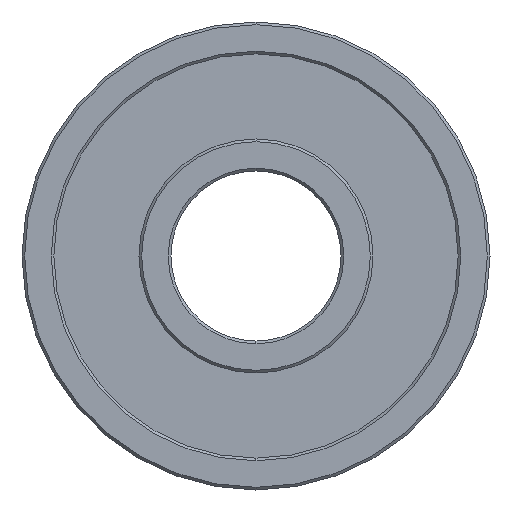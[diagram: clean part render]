
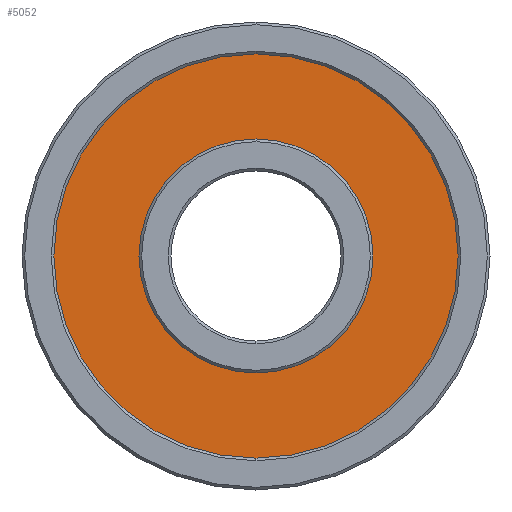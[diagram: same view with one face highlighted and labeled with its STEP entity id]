
A CAD part, left-side view. The second image highlights one B-rep face of the part: STEP entity #5052.
In plain terms, the highlighted planar face has unit normal (-1, 0, 0).
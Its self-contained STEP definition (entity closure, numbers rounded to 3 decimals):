
#8 = CARTESIAN_POINT ( 'NONE',  ( -3.25, 0., 0. ) ) ;
#104 = CIRCLE ( 'NONE', #5544, 5.5 ) ;
#236 = AXIS2_PLACEMENT_3D ( 'NONE', #754, #1310, #5132 ) ;
#342 = CARTESIAN_POINT ( 'NONE',  ( -3.25, 0., 0. ) ) ;
#402 = EDGE_CURVE ( 'NONE', #3639, #5649, #4897, .T. ) ;
#521 = DIRECTION ( 'NONE',  ( 0., 0., 1. ) ) ;
#535 = DIRECTION ( 'NONE',  ( 0., 0., 1. ) ) ;
#554 = DIRECTION ( 'NONE',  ( 0., 0., 1. ) ) ;
#715 = FACE_OUTER_BOUND ( 'NONE', #3783, .T. ) ;
#754 = CARTESIAN_POINT ( 'NONE',  ( -3.25, 9.5, 0. ) ) ;
#784 = CIRCLE ( 'NONE', #6040, 9.5 ) ;
#905 = DIRECTION ( 'NONE',  ( 0., 0., 1. ) ) ;
#1206 = EDGE_CURVE ( 'NONE', #2222, #3593, #104, .T. ) ;
#1310 = DIRECTION ( 'NONE',  ( 1., 0., 0. ) ) ;
#1391 = CARTESIAN_POINT ( 'NONE',  ( -3.25, 0., -9.5 ) ) ;
#1817 = PLANE ( 'NONE',  #236 ) ;
#1957 = EDGE_CURVE ( 'NONE', #5649, #3639, #784, .T. ) ;
#2222 = VERTEX_POINT ( 'NONE', #4638 ) ;
#2279 = EDGE_CURVE ( 'NONE', #3593, #2222, #4512, .T. ) ;
#2964 = EDGE_LOOP ( 'NONE', ( #4248, #6319 ) ) ;
#3330 = AXIS2_PLACEMENT_3D ( 'NONE', #342, #4181, #905 ) ;
#3426 = CARTESIAN_POINT ( 'NONE',  ( -3.25, 0., 5.5 ) ) ;
#3593 = VERTEX_POINT ( 'NONE', #3426 ) ;
#3639 = VERTEX_POINT ( 'NONE', #5693 ) ;
#3719 = ORIENTED_EDGE ( 'NONE', *, *, #1957, .T. ) ;
#3783 = EDGE_LOOP ( 'NONE', ( #5877, #3719 ) ) ;
#3806 = DIRECTION ( 'NONE',  ( -1., 0., 0. ) ) ;
#3838 = AXIS2_PLACEMENT_3D ( 'NONE', #4920, #6104, #535 ) ;
#3846 = DIRECTION ( 'NONE',  ( -1., 0., 0. ) ) ;
#4181 = DIRECTION ( 'NONE',  ( -1., 0., 0. ) ) ;
#4248 = ORIENTED_EDGE ( 'NONE', *, *, #2279, .F. ) ;
#4512 = CIRCLE ( 'NONE', #3330, 5.5 ) ;
#4638 = CARTESIAN_POINT ( 'NONE',  ( -3.25, 0., -5.5 ) ) ;
#4897 = CIRCLE ( 'NONE', #3838, 9.5 ) ;
#4905 = FACE_BOUND ( 'NONE', #2964, .T. ) ;
#4920 = CARTESIAN_POINT ( 'NONE',  ( -3.25, 0., 0. ) ) ;
#5052 = ADVANCED_FACE ( 'NONE', ( #4905, #715 ), #1817, .F. ) ;
#5132 = DIRECTION ( 'NONE',  ( 0., 0., -1. ) ) ;
#5544 = AXIS2_PLACEMENT_3D ( 'NONE', #8, #3846, #554 ) ;
#5649 = VERTEX_POINT ( 'NONE', #1391 ) ;
#5693 = CARTESIAN_POINT ( 'NONE',  ( -3.25, 0., 9.5 ) ) ;
#5877 = ORIENTED_EDGE ( 'NONE', *, *, #402, .T. ) ;
#6040 = AXIS2_PLACEMENT_3D ( 'NONE', #7117, #3806, #521 ) ;
#6104 = DIRECTION ( 'NONE',  ( -1., 0., 0. ) ) ;
#6319 = ORIENTED_EDGE ( 'NONE', *, *, #1206, .F. ) ;
#7117 = CARTESIAN_POINT ( 'NONE',  ( -3.25, 0., 0. ) ) ;
